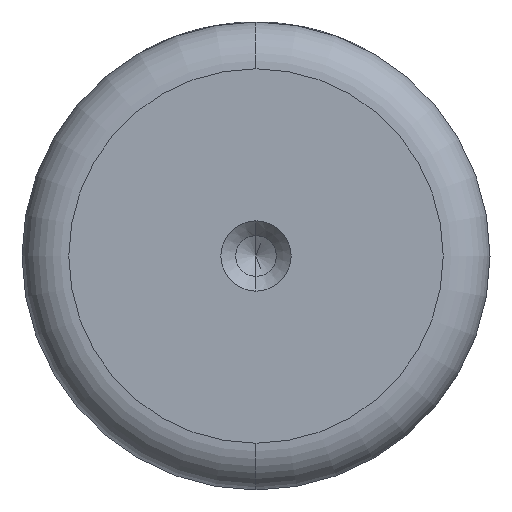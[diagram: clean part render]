
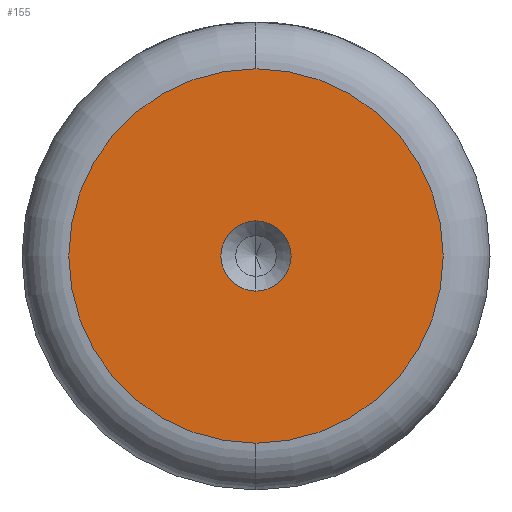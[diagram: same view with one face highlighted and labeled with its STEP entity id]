
A CAD part, left-side view. The second image highlights one B-rep face of the part: STEP entity #155.
In plain terms, the highlighted planar face has unit normal (-1, 0, 0).
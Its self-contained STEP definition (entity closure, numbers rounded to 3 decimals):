
#68 = FACE_OUTER_BOUND ( 'NONE', #178, .T. ) ;
#93 = FACE_BOUND ( 'NONE', #296, .T. ) ;
#139 = AXIS2_PLACEMENT_3D ( 'NONE', #870, #238, #982 ) ;
#155 = ADVANCED_FACE ( 'NONE', ( #93, #68 ), #1331, .T. ) ;
#178 = EDGE_LOOP ( 'NONE', ( #642, #1148 ) ) ;
#238 = DIRECTION ( 'NONE',  ( -1., 0., 0. ) ) ;
#296 = EDGE_LOOP ( 'NONE', ( #947, #425 ) ) ;
#335 = AXIS2_PLACEMENT_3D ( 'NONE', #405, #1134, #511 ) ;
#388 = CARTESIAN_POINT ( 'NONE',  ( 0., 0., 0. ) ) ;
#392 = DIRECTION ( 'NONE',  ( 0., 0., 1. ) ) ;
#405 = CARTESIAN_POINT ( 'NONE',  ( 0., 0., 0. ) ) ;
#425 = ORIENTED_EDGE ( 'NONE', *, *, #1165, .F. ) ;
#492 = DIRECTION ( 'NONE',  ( 0., 0., 1. ) ) ;
#511 = DIRECTION ( 'NONE',  ( 0., 0., 1. ) ) ;
#530 = VERTEX_POINT ( 'NONE', #796 ) ;
#567 = DIRECTION ( 'NONE',  ( -1., 0., 0. ) ) ;
#619 = CARTESIAN_POINT ( 'NONE',  ( 0., 0., 2.25 ) ) ;
#634 = VERTEX_POINT ( 'NONE', #1029 ) ;
#642 = ORIENTED_EDGE ( 'NONE', *, *, #1179, .T. ) ;
#689 = CIRCLE ( 'NONE', #739, 12. ) ;
#693 = CARTESIAN_POINT ( 'NONE',  ( 0., 0., 0. ) ) ;
#739 = AXIS2_PLACEMENT_3D ( 'NONE', #1208, #567, #1312 ) ;
#796 = CARTESIAN_POINT ( 'NONE',  ( 0., 0., -12. ) ) ;
#853 = EDGE_CURVE ( 'NONE', #972, #998, #1303, .T. ) ;
#870 = CARTESIAN_POINT ( 'NONE',  ( 0., 0., 0. ) ) ;
#899 = CIRCLE ( 'NONE', #1240, 12. ) ;
#947 = ORIENTED_EDGE ( 'NONE', *, *, #853, .F. ) ;
#972 = VERTEX_POINT ( 'NONE', #619 ) ;
#982 = DIRECTION ( 'NONE',  ( 0., 0., 1. ) ) ;
#998 = VERTEX_POINT ( 'NONE', #1162 ) ;
#1011 = DIRECTION ( 'NONE',  ( -1., 0., 0. ) ) ;
#1029 = CARTESIAN_POINT ( 'NONE',  ( 0., 0., 12. ) ) ;
#1114 = DIRECTION ( 'NONE',  ( -1., 0., 0. ) ) ;
#1134 = DIRECTION ( 'NONE',  ( -1., 0., 0. ) ) ;
#1148 = ORIENTED_EDGE ( 'NONE', *, *, #1294, .T. ) ;
#1162 = CARTESIAN_POINT ( 'NONE',  ( 0., 0., -2.25 ) ) ;
#1165 = EDGE_CURVE ( 'NONE', #998, #972, #1289, .T. ) ;
#1179 = EDGE_CURVE ( 'NONE', #634, #530, #689, .T. ) ;
#1208 = CARTESIAN_POINT ( 'NONE',  ( 0., 0., 0. ) ) ;
#1240 = AXIS2_PLACEMENT_3D ( 'NONE', #388, #1114, #492 ) ;
#1275 = AXIS2_PLACEMENT_3D ( 'NONE', #693, #1011, #392 ) ;
#1289 = CIRCLE ( 'NONE', #139, 2.25 ) ;
#1294 = EDGE_CURVE ( 'NONE', #530, #634, #899, .T. ) ;
#1303 = CIRCLE ( 'NONE', #335, 2.25 ) ;
#1312 = DIRECTION ( 'NONE',  ( 0., 0., 1. ) ) ;
#1331 = PLANE ( 'NONE',  #1275 ) ;
